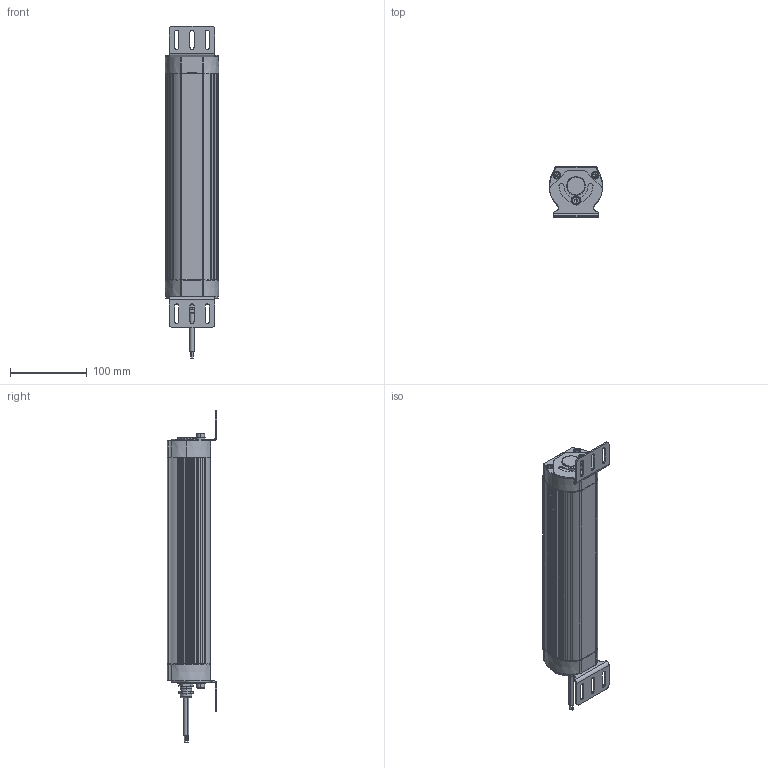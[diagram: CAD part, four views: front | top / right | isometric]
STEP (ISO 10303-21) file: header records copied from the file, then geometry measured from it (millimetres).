
FILE_DESCRIPTION (( 'STEP AP203' ), '1' );
FILE_NAME ('TA0221S0403.step', '2021-06-09T16:25:26', ( '' ), ( '' ), 'SwSTEP 2.0', 'SolidWorks 2021', '' );
FILE_SCHEMA (( 'CONFIG_CONTROL_DESIGN' ));
Length unit declared in the file: millimetre
Products named in the file (1): TA0221S0403
Bounding box: 70 x 65.2 x 434 mm (x, y, z)
Volume: 417726.2 mm3; surface area: 240150 mm2
Topology: 24 solids, 24 shells, 1078 faces, 2840 edges, 1842 vertices
Faces by surface type: cylinder 438, plane 402, cone 126, bspline 104, torus 8
Entity records: 37433 total; most frequent: CARTESIAN_POINT 10603, DIRECTION 5657, ORIENTED_EDGE 5628, EDGE_CURVE 2814, AXIS2_PLACEMENT_3D 2139, VERTEX_POINT 1842, VECTOR 1379, LINE 1379
